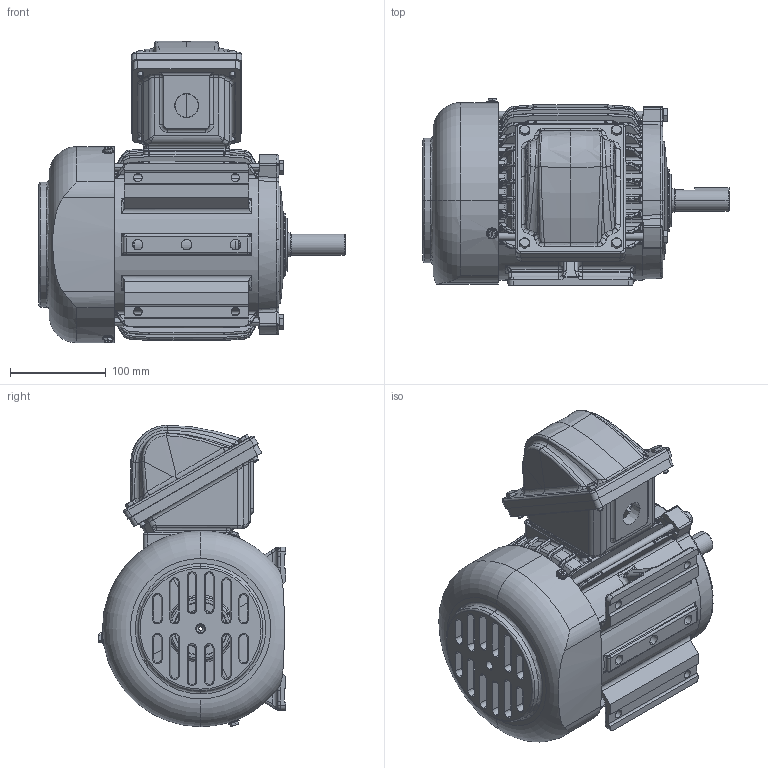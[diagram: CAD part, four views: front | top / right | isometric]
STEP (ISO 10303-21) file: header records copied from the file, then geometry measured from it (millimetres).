
FILE_DESCRIPTION(('CATIA V5 STEP Exchange'),'2;1');
FILE_NAME('31043A294--AEHHXV 143T.stp','2017-11-09T10:28:33+00:00',('none'),('none'),'Unofficial Packaging Version','CATIA V5 STEP AP203','none');
FILE_SCHEMA(('CONFIG_CONTROL_DESIGN'));
Length unit declared in the file: millimetre
Products named in the file (1): 31043A294--AEHHXV 143T
Bounding box: 319.02 x 195.69 x 314.31 mm (x, y, z)
Volume: 2529570.5 mm3; surface area: 716351.9 mm2
Topology: 2 solids, 10 shells, 3130 faces, 7832 edges, 4635 vertices
Faces by surface type: bspline 1018, cylinder 675, plane 560, torus 439, cone 316, sphere 99, revolution 23
Entity records: 127147 total; most frequent: CARTESIAN_POINT 67665, ORIENTED_EDGE 15262, DIRECTION 7746, EDGE_CURVE 7631, VERTEX_POINT 4635, AXIS2_PLACEMENT_3D 3995, EDGE_LOOP 3326, ADVANCED_FACE 3130
